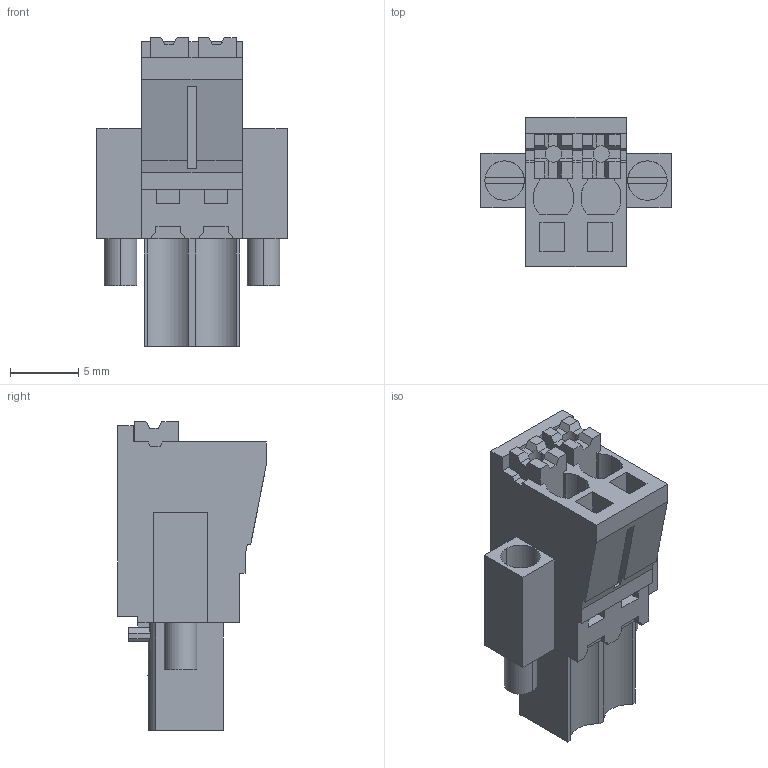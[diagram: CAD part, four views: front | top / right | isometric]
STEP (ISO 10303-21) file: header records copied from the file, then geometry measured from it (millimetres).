
FILE_DESCRIPTION(('CATIA V5 STEP Exchange','CAx-IF Rec.Pracs.--- Model Styling and Organization---1.2---2011-12-15'),'2;1');
FILE_NAME ('D1462613_0', '2017-03-25T13:39:05+00:00', ('none'), ('Weidmueller'), 'CATIA Version 5-6 Release 2014', 'CATIA V5 STEP AP214', 'none');
FILE_SCHEMA(('AUTOMOTIVE_DESIGN { 1 0 10303 214 1 1 1 1 }'));
Length unit declared in the file: millimetre
Products named in the file (1): 2460160000
Bounding box: 14 x 10.95 x 22.7 mm (x, y, z)
Volume: 1341.7 mm3; surface area: 1689.5 mm2
Topology: 5 solids, 5 shells, 276 faces, 772 edges, 516 vertices
Faces by surface type: plane 236, cylinder 40
Entity records: 8426 total; most frequent: CARTESIAN_POINT 1647, ORIENTED_EDGE 1544, DIRECTION 1128, EDGE_CURVE 772, VECTOR 632, LINE 632, VERTEX_POINT 516, AXIS2_PLACEMENT_3D 303
